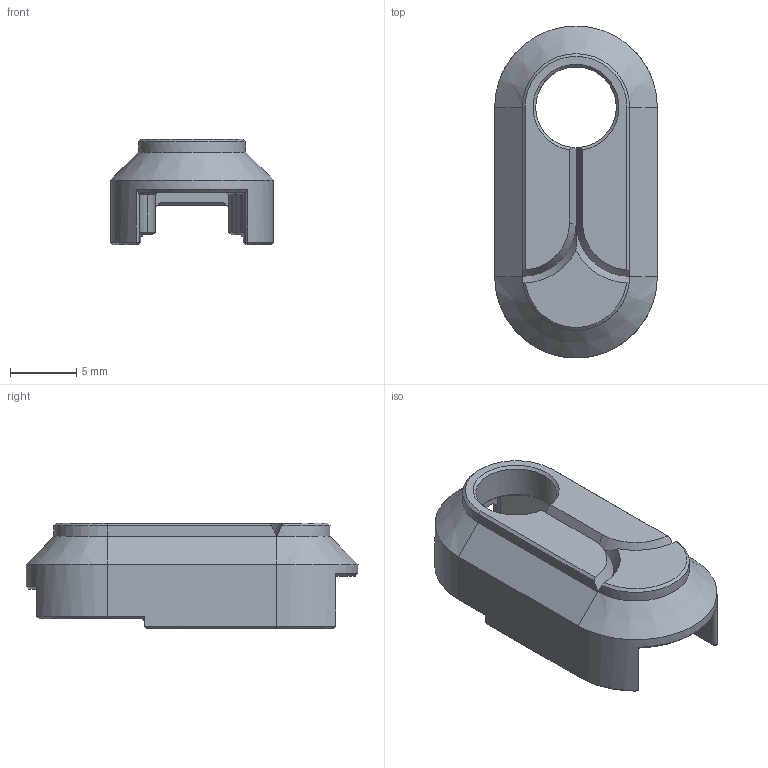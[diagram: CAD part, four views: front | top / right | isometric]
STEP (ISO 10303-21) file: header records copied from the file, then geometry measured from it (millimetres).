
FILE_DESCRIPTION(/* description */ (''),/* implementation_level */ '2;1');
FILE_NAME(/* name */ 'flip_chip_end.step',/* time_stamp */ '2025-11-21T19:37:05Z',/* author */ (''),/* organization */ (''),/* preprocessor_version */ 'ST-DEVELOPER v20.1',/* originating_system */ 'Autodesk Translation Framework v14.21.0.0',/* authorisation */ '');
FILE_SCHEMA (('AUTOMOTIVE_DESIGN { 1 0 10303 214 3 1 1 }'));
Length unit declared in the file: millimetre
Products named in the file (2): Teaspoon Telegraph V7; Flip Chip End V5
Assembly tree (1 placements, depth 2):
  Teaspoon Telegraph V7
    Flip Chip End V5
Bounding box: 12.3 x 25.1 x 8 mm (x, y, z)
Volume: 989.4 mm3; surface area: 1106.6 mm2
Topology: 1 solids, 1 shells, 134 faces, 331 edges, 198 vertices
Faces by surface type: cone 58, plane 53, cylinder 23
Full cylindrical faces by diameter (mm): 6.1 x1
Entity records: 4033 total; most frequent: CARTESIAN_POINT 845, DIRECTION 673, ORIENTED_EDGE 662, EDGE_CURVE 331, AXIS2_PLACEMENT_3D 256, VERTEX_POINT 198, LINE 161, VECTOR 161
